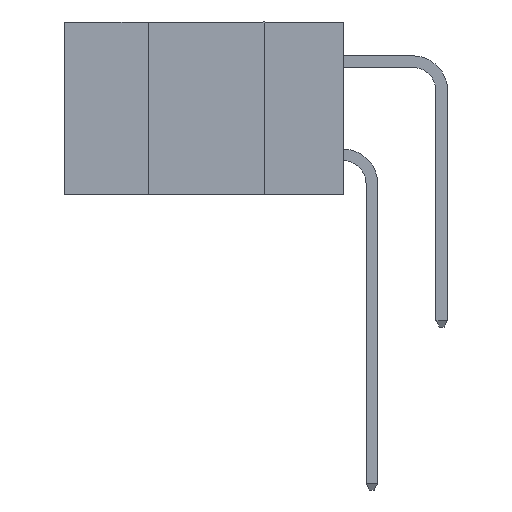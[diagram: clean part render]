
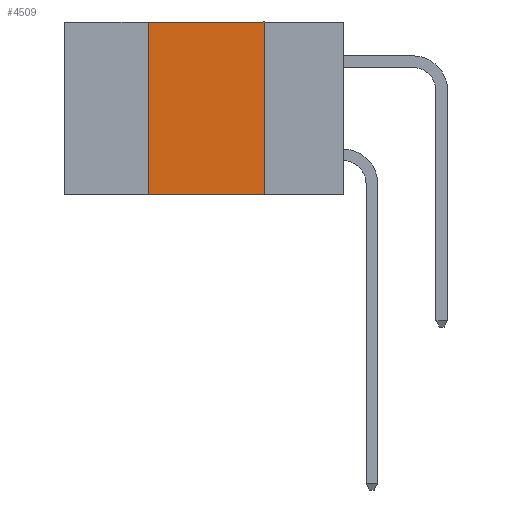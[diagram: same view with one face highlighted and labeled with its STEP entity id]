
A CAD part, left-side view. The second image highlights one B-rep face of the part: STEP entity #4509.
In plain terms, the highlighted planar face has unit normal (-1, 0, 0).
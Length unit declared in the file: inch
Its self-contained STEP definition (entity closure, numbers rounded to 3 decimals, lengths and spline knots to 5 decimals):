
#859 = DIRECTION ( 'NONE',  ( 0., 0., -1. ) ) ;
#2043 = VERTEX_POINT ( 'NONE', #19376 ) ;
#2113 = CARTESIAN_POINT ( 'NONE',  ( 0., 0.42, -0.37 ) ) ;
#2550 = EDGE_CURVE ( 'NONE', #15421, #13687, #20838, .T. ) ;
#4509 = ADVANCED_FACE ( 'NONE', ( #25789 ), #8388, .F. ) ;
#4859 = VERTEX_POINT ( 'NONE', #23018 ) ;
#5625 = LINE ( 'NONE', #19871, #11057 ) ;
#7298 = AXIS2_PLACEMENT_3D ( 'NONE', #8267, #7963, #7788 ) ;
#7515 = CARTESIAN_POINT ( 'NONE',  ( 0., 0.42, -0.37 ) ) ;
#7617 = DIRECTION ( 'NONE',  ( 0., -1., 0. ) ) ;
#7788 = DIRECTION ( 'NONE',  ( 0., 0., -1. ) ) ;
#7963 = DIRECTION ( 'NONE',  ( 1., 0., 0. ) ) ;
#8267 = CARTESIAN_POINT ( 'NONE',  ( 0., 0.6, 0. ) ) ;
#8388 = PLANE ( 'NONE',  #7298 ) ;
#8665 = ORIENTED_EDGE ( 'NONE', *, *, #25401, .F. ) ;
#9902 = ORIENTED_EDGE ( 'NONE', *, *, #2550, .F. ) ;
#11057 = VECTOR ( 'NONE', #7617, 39.37008 ) ;
#12666 = EDGE_CURVE ( 'NONE', #15421, #2043, #5625, .T. ) ;
#12931 = CARTESIAN_POINT ( 'NONE',  ( 0., 0.6, 0. ) ) ;
#13213 = CARTESIAN_POINT ( 'NONE',  ( 0., 0.17, -0.37 ) ) ;
#13687 = VERTEX_POINT ( 'NONE', #22853 ) ;
#14227 = DIRECTION ( 'NONE',  ( 0., 0., 1. ) ) ;
#14985 = DIRECTION ( 'NONE',  ( 0., -1., 0. ) ) ;
#15421 = VERTEX_POINT ( 'NONE', #7515 ) ;
#15424 = VECTOR ( 'NONE', #14227, 39.37008 ) ;
#15777 = EDGE_LOOP ( 'NONE', ( #8665, #19112, #9902, #20756 ) ) ;
#16267 = LINE ( 'NONE', #12931, #26395 ) ;
#16347 = LINE ( 'NONE', #13213, #25829 ) ;
#18630 = EDGE_CURVE ( 'NONE', #13687, #4859, #16267, .T. ) ;
#19112 = ORIENTED_EDGE ( 'NONE', *, *, #18630, .F. ) ;
#19376 = CARTESIAN_POINT ( 'NONE',  ( 0., 0.17, -0.37 ) ) ;
#19871 = CARTESIAN_POINT ( 'NONE',  ( 0., 0.6, -0.37 ) ) ;
#20756 = ORIENTED_EDGE ( 'NONE', *, *, #12666, .T. ) ;
#20838 = LINE ( 'NONE', #2113, #15424 ) ;
#22853 = CARTESIAN_POINT ( 'NONE',  ( 0., 0.42, 0. ) ) ;
#23018 = CARTESIAN_POINT ( 'NONE',  ( 0., 0.17, 0. ) ) ;
#25401 = EDGE_CURVE ( 'NONE', #4859, #2043, #16347, .T. ) ;
#25789 = FACE_OUTER_BOUND ( 'NONE', #15777, .T. ) ;
#25829 = VECTOR ( 'NONE', #859, 39.37008 ) ;
#26395 = VECTOR ( 'NONE', #14985, 39.37008 ) ;
